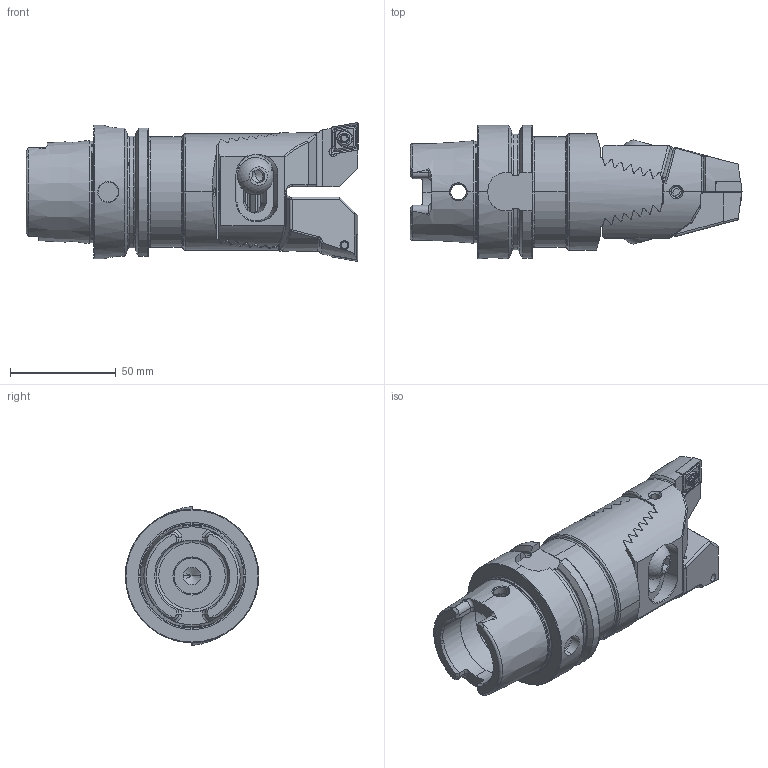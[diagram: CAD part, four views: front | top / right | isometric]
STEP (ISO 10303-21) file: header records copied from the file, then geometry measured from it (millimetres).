
FILE_DESCRIPTION (( 'STEP AP203' ), '1' );
FILE_NAME ('HA6.Z55.K22.125.STEP', '2024-08-20T13:13:29', ( '' ), ( '' ), 'SwSTEP 2.0', 'SolidWorks 2022', '' );
FILE_SCHEMA (( 'CONFIG_CONTROL_DESIGN' ));
Length unit declared in the file: millimetre
Products named in the file (10): Z55-ER1.003.025_A_gespannt; WCC-ER2.001.010_A; Z55-ER1.001.025; Z55-WCC.001.037; HA6.Z55.K22.125; Z55-xxx.001.037_C; HA6-Z55.K21.125_A_Fertigbearbeitung; Z55-ER3.001.020; CCMT120404; Z55-ER1.002.025_A
Assembly tree (14 placements, depth 3):
  HA6.Z55.K22.125
    HA6-Z55.K21.125_A_Fertigbearbeitung
    Z55-ER1.001.025  x2
      Z55-ER1.002.025_A
      Z55-ER1.003.025_A_gespannt
    Z55-WCC.001.037
      Z55-xxx.001.037_C  x2
      WCC-ER2.001.010_A  x2
      CCMT120404  x2
      Z55-ER3.001.020  x2
Bounding box: 156.9 x 63 x 65.5 mm (x, y, z)
Volume: 250022.2 mm3; surface area: 62414.3 mm2
Topology: 13 solids, 13 shells, 858 faces, 2294 edges, 1428 vertices
Faces by surface type: plane 346, cylinder 249, cone 124, bspline 62, torus 61, sphere 16
Entity records: 22348 total; most frequent: CARTESIAN_POINT 7483, ORIENTED_EDGE 3188, DIRECTION 2567, EDGE_CURVE 1594, VERTEX_POINT 1013, AXIS2_PLACEMENT_3D 984, EDGE_LOOP 621, VECTOR 599
